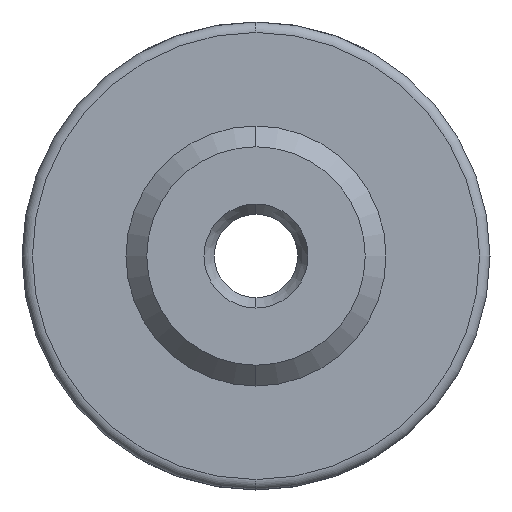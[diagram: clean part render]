
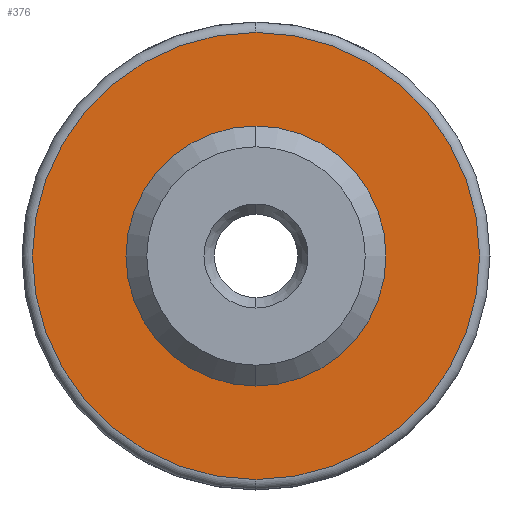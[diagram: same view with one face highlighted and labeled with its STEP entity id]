
A CAD part, left-side view. The second image highlights one B-rep face of the part: STEP entity #376.
In plain terms, the highlighted planar face has unit normal (-1, 0, 0).
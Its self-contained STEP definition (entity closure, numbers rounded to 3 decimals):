
#1 = CARTESIAN_POINT ( 'NONE',  ( -18., 0., 4.3 ) ) ;
#20 = VERTEX_POINT ( 'NONE', #702 ) ;
#91 = ORIENTED_EDGE ( 'NONE', *, *, #455, .F. ) ;
#115 = AXIS2_PLACEMENT_3D ( 'NONE', #1014, #327, #848 ) ;
#127 = VERTEX_POINT ( 'NONE', #977 ) ;
#151 = DIRECTION ( 'NONE',  ( 0., 0., 1. ) ) ;
#178 = CARTESIAN_POINT ( 'NONE',  ( -18., 0., 0. ) ) ;
#189 = CARTESIAN_POINT ( 'NONE',  ( -18., 0., 0. ) ) ;
#190 = DIRECTION ( 'NONE',  ( 0., 0., 1. ) ) ;
#243 = DIRECTION ( 'NONE',  ( 0., 0., 1. ) ) ;
#327 = DIRECTION ( 'NONE',  ( 1., 0., 0. ) ) ;
#346 = DIRECTION ( 'NONE',  ( -1., 0., 0. ) ) ;
#362 = EDGE_CURVE ( 'NONE', #1057, #1069, #974, .T. ) ;
#376 = ADVANCED_FACE ( 'NONE', ( #426, #1101 ), #578, .F. ) ;
#393 = DIRECTION ( 'NONE',  ( -1., 0., 0. ) ) ;
#409 = AXIS2_PLACEMENT_3D ( 'NONE', #178, #610, #689 ) ;
#413 = CIRCLE ( 'NONE', #683, 2.25 ) ;
#426 = FACE_BOUND ( 'NONE', #791, .T. ) ;
#448 = AXIS2_PLACEMENT_3D ( 'NONE', #749, #491, #243 ) ;
#455 = EDGE_CURVE ( 'NONE', #20, #127, #1080, .T. ) ;
#491 = DIRECTION ( 'NONE',  ( -1., 0., 0. ) ) ;
#574 = ORIENTED_EDGE ( 'NONE', *, *, #729, .F. ) ;
#578 = PLANE ( 'NONE',  #115 ) ;
#605 = CARTESIAN_POINT ( 'NONE',  ( -18., 0., -4.3 ) ) ;
#610 = DIRECTION ( 'NONE',  ( -1., 0., 0. ) ) ;
#683 = AXIS2_PLACEMENT_3D ( 'NONE', #189, #346, #190 ) ;
#689 = DIRECTION ( 'NONE',  ( 0., 0., 1. ) ) ;
#696 = EDGE_LOOP ( 'NONE', ( #739, #859 ) ) ;
#702 = CARTESIAN_POINT ( 'NONE',  ( -18., 0., 2.25 ) ) ;
#729 = EDGE_CURVE ( 'NONE', #127, #20, #413, .T. ) ;
#739 = ORIENTED_EDGE ( 'NONE', *, *, #1036, .T. ) ;
#749 = CARTESIAN_POINT ( 'NONE',  ( -18., 0., 0. ) ) ;
#791 = EDGE_LOOP ( 'NONE', ( #91, #574 ) ) ;
#848 = DIRECTION ( 'NONE',  ( 0., 0., -1. ) ) ;
#859 = ORIENTED_EDGE ( 'NONE', *, *, #362, .T. ) ;
#906 = CIRCLE ( 'NONE', #409, 4.3 ) ;
#974 = CIRCLE ( 'NONE', #448, 4.3 ) ;
#977 = CARTESIAN_POINT ( 'NONE',  ( -18., 0., -2.25 ) ) ;
#1011 = CARTESIAN_POINT ( 'NONE',  ( -18., 0., 0. ) ) ;
#1014 = CARTESIAN_POINT ( 'NONE',  ( -18., 0., -4.3 ) ) ;
#1027 = AXIS2_PLACEMENT_3D ( 'NONE', #1011, #393, #151 ) ;
#1036 = EDGE_CURVE ( 'NONE', #1069, #1057, #906, .T. ) ;
#1057 = VERTEX_POINT ( 'NONE', #605 ) ;
#1069 = VERTEX_POINT ( 'NONE', #1 ) ;
#1080 = CIRCLE ( 'NONE', #1027, 2.25 ) ;
#1101 = FACE_OUTER_BOUND ( 'NONE', #696, .T. ) ;
